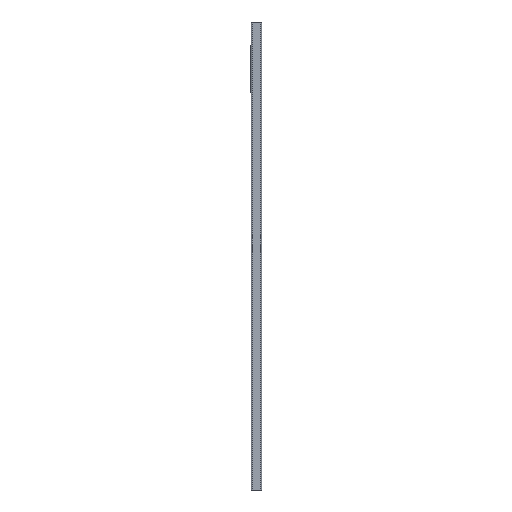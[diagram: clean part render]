
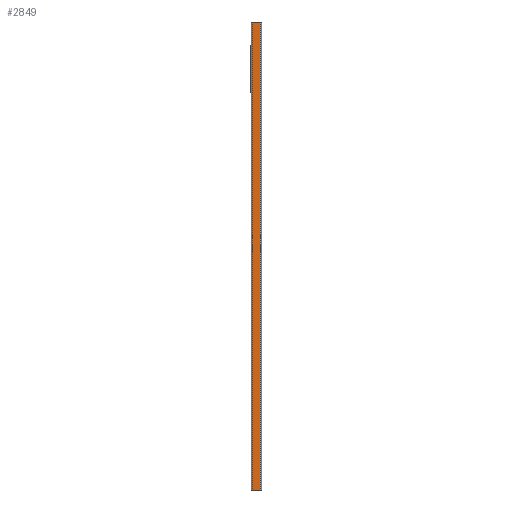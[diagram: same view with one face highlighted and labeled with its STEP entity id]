
A CAD part, left-side view. The second image highlights one B-rep face of the part: STEP entity #2849.
In plain terms, the highlighted planar face has unit normal (-1, 0, 0).
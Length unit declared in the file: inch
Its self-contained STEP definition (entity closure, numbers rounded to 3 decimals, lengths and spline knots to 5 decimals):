
#1759 = PLANE ( 'NONE',  #20799 ) ;
#2319 = VECTOR ( 'NONE', #8662, 39.37008 ) ;
#2544 = EDGE_CURVE ( 'NONE', #10771, #23199, #13462, .T. ) ;
#2849 = ADVANCED_FACE ( 'NONE', ( #20346 ), #1759, .T. ) ;
#4184 = VECTOR ( 'NONE', #18284, 39.37008 ) ;
#6142 = ORIENTED_EDGE ( 'NONE', *, *, #2544, .F. ) ;
#8371 = EDGE_CURVE ( 'NONE', #20302, #10771, #12517, .T. ) ;
#8662 = DIRECTION ( 'NONE',  ( 0., 0., 1. ) ) ;
#8882 = VECTOR ( 'NONE', #18878, 39.37008 ) ;
#9058 = ORIENTED_EDGE ( 'NONE', *, *, #8371, .F. ) ;
#9970 = EDGE_CURVE ( 'NONE', #20302, #16778, #16048, .T. ) ;
#10113 = CARTESIAN_POINT ( 'NONE',  ( -0.5315, 0.31496, 0. ) ) ;
#10771 = VERTEX_POINT ( 'NONE', #20982 ) ;
#10961 = CARTESIAN_POINT ( 'NONE',  ( -0.5315, 0.03937, -15.748 ) ) ;
#11485 = CARTESIAN_POINT ( 'NONE',  ( -0.5315, 0.31496, -15.748 ) ) ;
#12517 = LINE ( 'NONE', #19845, #2319 ) ;
#12639 = EDGE_CURVE ( 'NONE', #16778, #23199, #23675, .T. ) ;
#13246 = CARTESIAN_POINT ( 'NONE',  ( -0.5315, 0.31496, -15.748 ) ) ;
#13462 = LINE ( 'NONE', #10113, #13501 ) ;
#13501 = VECTOR ( 'NONE', #17311, 39.37008 ) ;
#15269 = CARTESIAN_POINT ( 'NONE',  ( -0.5315, 0.03937, -15.748 ) ) ;
#16048 = LINE ( 'NONE', #13246, #8882 ) ;
#16412 = CARTESIAN_POINT ( 'NONE',  ( -0.5315, 0.31496, -15.748 ) ) ;
#16778 = VERTEX_POINT ( 'NONE', #15269 ) ;
#17311 = DIRECTION ( 'NONE',  ( 0., -1., 0. ) ) ;
#18284 = DIRECTION ( 'NONE',  ( 0., 0., 1. ) ) ;
#18331 = DIRECTION ( 'NONE',  ( 0., 0., 1. ) ) ;
#18878 = DIRECTION ( 'NONE',  ( 0., -1., 0. ) ) ;
#19845 = CARTESIAN_POINT ( 'NONE',  ( -0.5315, 0.31496, -15.748 ) ) ;
#20118 = EDGE_LOOP ( 'NONE', ( #6142, #9058, #22494, #21847 ) ) ;
#20302 = VERTEX_POINT ( 'NONE', #11485 ) ;
#20346 = FACE_OUTER_BOUND ( 'NONE', #20118, .T. ) ;
#20486 = DIRECTION ( 'NONE',  ( -1., 0., 0. ) ) ;
#20799 = AXIS2_PLACEMENT_3D ( 'NONE', #16412, #20486, #18331 ) ;
#20982 = CARTESIAN_POINT ( 'NONE',  ( -0.5315, 0.31496, 0. ) ) ;
#21847 = ORIENTED_EDGE ( 'NONE', *, *, #12639, .T. ) ;
#22494 = ORIENTED_EDGE ( 'NONE', *, *, #9970, .T. ) ;
#23130 = CARTESIAN_POINT ( 'NONE',  ( -0.5315, 0.03937, 0. ) ) ;
#23199 = VERTEX_POINT ( 'NONE', #23130 ) ;
#23675 = LINE ( 'NONE', #10961, #4184 ) ;
